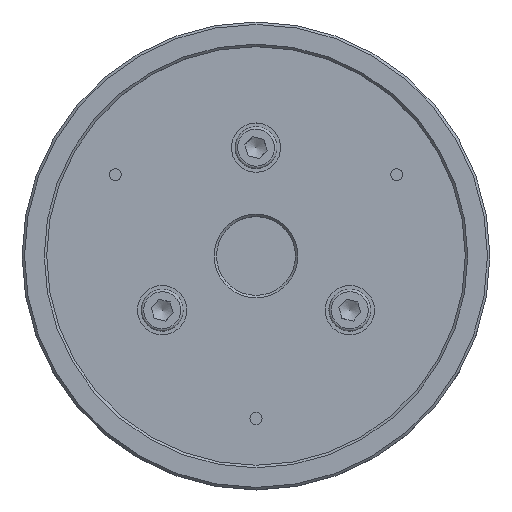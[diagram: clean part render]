
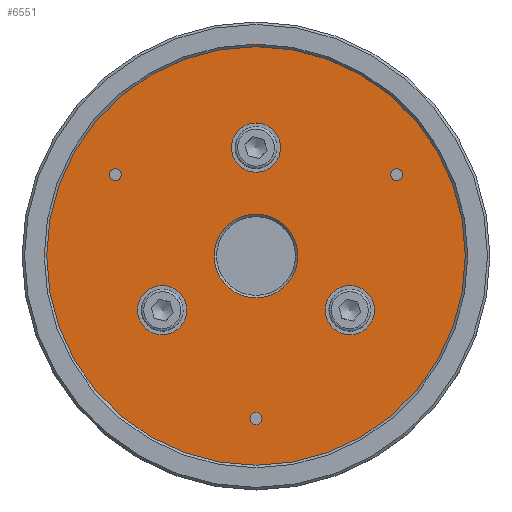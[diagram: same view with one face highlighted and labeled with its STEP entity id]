
A CAD part, top view. The second image highlights one B-rep face of the part: STEP entity #6551.
In plain terms, the highlighted face is planar.
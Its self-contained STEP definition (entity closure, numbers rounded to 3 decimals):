
#225=FACE_BOUND('',#1227,.T.);
#226=FACE_BOUND('',#1228,.T.);
#227=FACE_BOUND('',#1229,.T.);
#228=FACE_BOUND('',#1230,.T.);
#229=FACE_BOUND('',#1231,.T.);
#230=FACE_BOUND('',#1232,.T.);
#231=FACE_BOUND('',#1233,.T.);
#755=FACE_OUTER_BOUND('',#1226,.T.);
#1226=EDGE_LOOP('',(#5900));
#1227=EDGE_LOOP('',(#5901));
#1228=EDGE_LOOP('',(#5902));
#1229=EDGE_LOOP('',(#5903));
#1230=EDGE_LOOP('',(#5904));
#1231=EDGE_LOOP('',(#5905));
#1232=EDGE_LOOP('',(#5906));
#1233=EDGE_LOOP('',(#5907));
#1470=CIRCLE('',#7117,42.5);
#1485=CIRCLE('',#7140,8.5);
#1486=CIRCLE('',#7142,1.23);
#1487=CIRCLE('',#7143,1.23);
#1488=CIRCLE('',#7144,1.23);
#1489=CIRCLE('',#7145,5.);
#1490=CIRCLE('',#7146,5.);
#1491=CIRCLE('',#7147,5.);
#3261=VERTEX_POINT('',#11375);
#3276=VERTEX_POINT('',#11413);
#3277=VERTEX_POINT('',#11416);
#3278=VERTEX_POINT('',#11418);
#3279=VERTEX_POINT('',#11420);
#3280=VERTEX_POINT('',#11422);
#3281=VERTEX_POINT('',#11424);
#3282=VERTEX_POINT('',#11426);
#4147=EDGE_CURVE('',#3261,#3261,#1470,.T.);
#4162=EDGE_CURVE('',#3276,#3276,#1485,.T.);
#4163=EDGE_CURVE('',#3277,#3277,#1486,.T.);
#4164=EDGE_CURVE('',#3278,#3278,#1487,.T.);
#4165=EDGE_CURVE('',#3279,#3279,#1488,.T.);
#4166=EDGE_CURVE('',#3280,#3280,#1489,.T.);
#4167=EDGE_CURVE('',#3281,#3281,#1490,.T.);
#4168=EDGE_CURVE('',#3282,#3282,#1491,.T.);
#5900=ORIENTED_EDGE('',*,*,#4147,.T.);
#5901=ORIENTED_EDGE('',*,*,#4163,.T.);
#5902=ORIENTED_EDGE('',*,*,#4164,.T.);
#5903=ORIENTED_EDGE('',*,*,#4165,.T.);
#5904=ORIENTED_EDGE('',*,*,#4166,.T.);
#5905=ORIENTED_EDGE('',*,*,#4167,.T.);
#5906=ORIENTED_EDGE('',*,*,#4168,.T.);
#5907=ORIENTED_EDGE('',*,*,#4162,.F.);
#6202=PLANE('',#7141);
#6551=ADVANCED_FACE('',(#755,#225,#226,#227,#228,#229,#230,#231),#6202,
 .T.);
#7117=AXIS2_PLACEMENT_3D('',#11376,#8827,#8828);
#7140=AXIS2_PLACEMENT_3D('',#11414,#8873,#8874);
#7141=AXIS2_PLACEMENT_3D('',#11415,#8875,#8876);
#7142=AXIS2_PLACEMENT_3D('',#11417,#8877,#8878);
#7143=AXIS2_PLACEMENT_3D('',#11419,#8879,#8880);
#7144=AXIS2_PLACEMENT_3D('',#11421,#8881,#8882);
#7145=AXIS2_PLACEMENT_3D('',#11423,#8883,#8884);
#7146=AXIS2_PLACEMENT_3D('',#11425,#8885,#8886);
#7147=AXIS2_PLACEMENT_3D('',#11427,#8887,#8888);
#8827=DIRECTION('center_axis',(1.,0.,0.));
#8828=DIRECTION('ref_axis',(0.,0.,-1.));
#8873=DIRECTION('center_axis',(1.,0.,0.));
#8874=DIRECTION('ref_axis',(0.,-1.,0.));
#8875=DIRECTION('center_axis',(1.,0.,0.));
#8876=DIRECTION('ref_axis',(0.,0.,-1.));
#8877=DIRECTION('center_axis',(-1.,0.,0.));
#8878=DIRECTION('ref_axis',(0.,0.,-1.));
#8879=DIRECTION('center_axis',(-1.,0.,0.));
#8880=DIRECTION('ref_axis',(0.,0.866,0.5));
#8881=DIRECTION('center_axis',(-1.,0.,0.));
#8882=DIRECTION('ref_axis',(0.,-0.866,0.5));
#8883=DIRECTION('center_axis',(-1.,0.,0.));
#8884=DIRECTION('ref_axis',(0.,0.,-1.));
#8885=DIRECTION('center_axis',(-1.,0.,0.));
#8886=DIRECTION('ref_axis',(0.,0.866,0.5));
#8887=DIRECTION('center_axis',(-1.,0.,0.));
#8888=DIRECTION('ref_axis',(0.,-0.866,0.5));
#11375=CARTESIAN_POINT('',(-3.137,39.119,0.));
#11376=CARTESIAN_POINT('Origin',(-3.137,-3.381,0.));
#11413=CARTESIAN_POINT('',(-3.137,5.119,0.));
#11414=CARTESIAN_POINT('Origin',(-3.137,-3.381,0.));
#11415=CARTESIAN_POINT('Origin',(-3.137,4.619,0.));
#11416=CARTESIAN_POINT('',(-3.137,29.619,-1.23));
#11417=CARTESIAN_POINT('Origin',(-3.137,29.619,0.));
#11418=CARTESIAN_POINT('',(-3.137,-18.816,29.194));
#11419=CARTESIAN_POINT('Origin',(-3.137,-19.881,28.579));
#11420=CARTESIAN_POINT('',(-3.137,-20.946,-27.964));
#11421=CARTESIAN_POINT('Origin',(-3.137,-19.881,-28.579));
#11422=CARTESIAN_POINT('',(-3.137,-25.381,-5.));
#11423=CARTESIAN_POINT('Origin',(-3.137,-25.381,0.));
#11424=CARTESIAN_POINT('',(-3.137,11.949,-16.553));
#11425=CARTESIAN_POINT('Origin',(-3.137,7.619,-19.053));
#11426=CARTESIAN_POINT('',(-3.137,3.289,21.553));
#11427=CARTESIAN_POINT('Origin',(-3.137,7.619,19.053));
